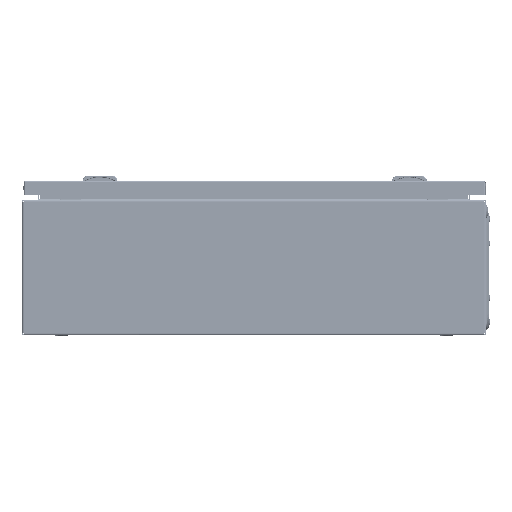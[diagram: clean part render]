
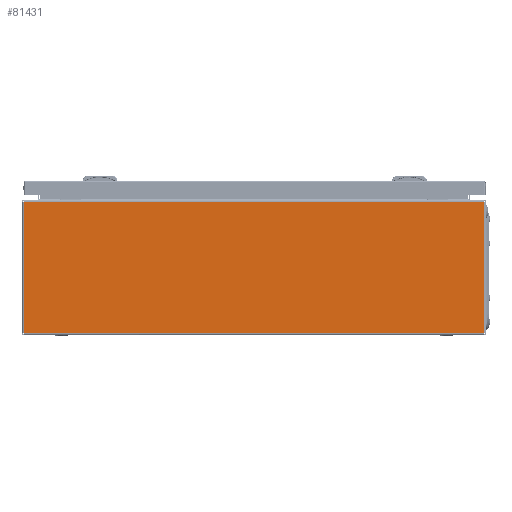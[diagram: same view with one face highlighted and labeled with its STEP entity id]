
A CAD part, left-side view. The second image highlights one B-rep face of the part: STEP entity #81431.
In plain terms, the highlighted planar face has unit normal (-1, 0, 0).
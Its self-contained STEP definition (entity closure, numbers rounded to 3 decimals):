
#2612 = CARTESIAN_POINT ( 'NONE',  ( -1.2, -85.1, 298.8 ) ) ;
#9241 = VECTOR ( 'NONE', #31376, 1000. ) ;
#22950 = CARTESIAN_POINT ( 'NONE',  ( -1.2, -85.1, -297.6 ) ) ;
#27687 = CARTESIAN_POINT ( 'NONE',  ( -1.2, -85.1, -297.55 ) ) ;
#31056 = LINE ( 'NONE', #209856, #180773 ) ;
#31376 = DIRECTION ( 'NONE',  ( 0., 0., -1. ) ) ;
#35513 = ORIENTED_EDGE ( 'NONE', *, *, #134434, .T. ) ;
#49105 = CARTESIAN_POINT ( 'NONE',  ( -1.2, -85.1, -298.8 ) ) ;
#64526 = ORIENTED_EDGE ( 'NONE', *, *, #379982, .F. ) ;
#73579 = CARTESIAN_POINT ( 'NONE',  ( -1.2, 85.1, -297.3 ) ) ;
#79192 = DIRECTION ( 'NONE',  ( 0., 0., -1. ) ) ;
#81431 = ADVANCED_FACE ( 'NONE', ( #113740 ), #226971, .F. ) ;
#87401 = VERTEX_POINT ( 'NONE', #298539 ) ;
#87799 = CARTESIAN_POINT ( 'NONE',  ( -1.2, -85.1, 296.95 ) ) ;
#91288 = VERTEX_POINT ( 'NONE', #319572 ) ;
#92114 = DIRECTION ( 'NONE',  ( 0., 0., -1. ) ) ;
#99026 = EDGE_CURVE ( 'NONE', #91288, #359666, #168382, .T. ) ;
#105169 = LINE ( 'NONE', #324225, #334441 ) ;
#109574 = DIRECTION ( 'NONE',  ( 0., -1., 0. ) ) ;
#113740 = FACE_OUTER_BOUND ( 'NONE', #233427, .T. ) ;
#118525 = VECTOR ( 'NONE', #343114, 1000. ) ;
#119766 = ORIENTED_EDGE ( 'NONE', *, *, #99026, .F. ) ;
#129390 = ORIENTED_EDGE ( 'NONE', *, *, #143308, .F. ) ;
#134434 = EDGE_CURVE ( 'NONE', #87401, #359666, #135125, .T. ) ;
#135125 = LINE ( 'NONE', #27687, #355115 ) ;
#140297 = CARTESIAN_POINT ( 'NONE',  ( -1.2, 85.1, 297. ) ) ;
#143308 = EDGE_CURVE ( 'NONE', #174346, #148406, #105169, .T. ) ;
#148406 = VERTEX_POINT ( 'NONE', #73579 ) ;
#149828 = VERTEX_POINT ( 'NONE', #22950 ) ;
#165467 = CARTESIAN_POINT ( 'NONE',  ( -1.2, -85.1, 298.8 ) ) ;
#167842 = CARTESIAN_POINT ( 'NONE',  ( -1.2, 85.1, -297.6 ) ) ;
#168382 = LINE ( 'NONE', #2612, #9241 ) ;
#174346 = VERTEX_POINT ( 'NONE', #167842 ) ;
#180773 = VECTOR ( 'NONE', #92114, 1000. ) ;
#189940 = EDGE_CURVE ( 'NONE', #87401, #149828, #349957, .T. ) ;
#209538 = VECTOR ( 'NONE', #374737, 1000. ) ;
#209856 = CARTESIAN_POINT ( 'NONE',  ( -1.2, 85.1, 297. ) ) ;
#218855 = EDGE_CURVE ( 'NONE', #312218, #148406, #31056, .T. ) ;
#226971 = PLANE ( 'NONE',  #370997 ) ;
#233427 = EDGE_LOOP ( 'NONE', ( #64526, #235938, #129390, #374018, #366359, #35513, #119766 ) ) ;
#235938 = ORIENTED_EDGE ( 'NONE', *, *, #218855, .T. ) ;
#258384 = DIRECTION ( 'NONE',  ( 1., 0., 0. ) ) ;
#258700 = CARTESIAN_POINT ( 'NONE',  ( -1.2, 85.1, -297.6 ) ) ;
#294149 = DIRECTION ( 'NONE',  ( 0., 0., 1. ) ) ;
#298539 = CARTESIAN_POINT ( 'NONE',  ( -1.2, -85.1, -297.55 ) ) ;
#301523 = VECTOR ( 'NONE', #109574, 1000. ) ;
#312218 = VERTEX_POINT ( 'NONE', #140297 ) ;
#313033 = CARTESIAN_POINT ( 'NONE',  ( -1.2, 85.1, 297. ) ) ;
#319572 = CARTESIAN_POINT ( 'NONE',  ( -1.2, -85.1, 297. ) ) ;
#324225 = CARTESIAN_POINT ( 'NONE',  ( -1.2, 85.1, 298.8 ) ) ;
#330939 = EDGE_CURVE ( 'NONE', #174346, #149828, #381095, .T. ) ;
#334441 = VECTOR ( 'NONE', #294149, 1000. ) ;
#343114 = DIRECTION ( 'NONE',  ( 0., -1., 0. ) ) ;
#349957 = LINE ( 'NONE', #165467, #209538 ) ;
#355115 = VECTOR ( 'NONE', #386040, 1000. ) ;
#357273 = LINE ( 'NONE', #313033, #118525 ) ;
#359666 = VERTEX_POINT ( 'NONE', #87799 ) ;
#366359 = ORIENTED_EDGE ( 'NONE', *, *, #189940, .F. ) ;
#370997 = AXIS2_PLACEMENT_3D ( 'NONE', #49105, #258384, #79192 ) ;
#374018 = ORIENTED_EDGE ( 'NONE', *, *, #330939, .T. ) ;
#374737 = DIRECTION ( 'NONE',  ( 0., 0., -1. ) ) ;
#379982 = EDGE_CURVE ( 'NONE', #312218, #91288, #357273, .T. ) ;
#381095 = LINE ( 'NONE', #258700, #301523 ) ;
#386040 = DIRECTION ( 'NONE',  ( 0., 0., 1. ) ) ;
